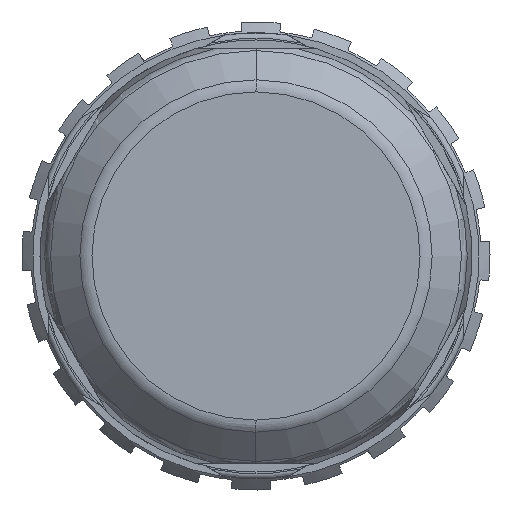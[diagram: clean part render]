
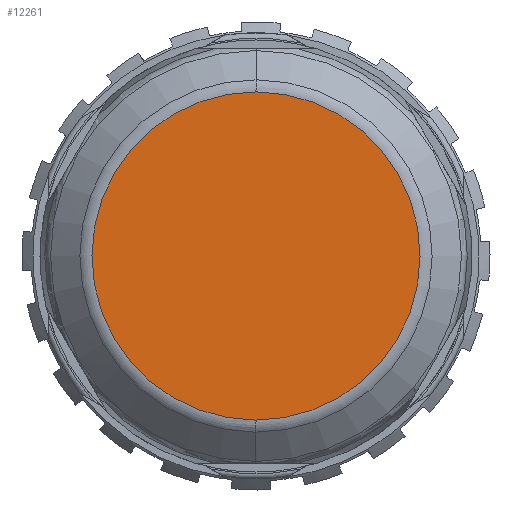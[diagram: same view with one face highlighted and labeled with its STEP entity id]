
A CAD part, front view. The second image highlights one B-rep face of the part: STEP entity #12261.
In plain terms, the highlighted planar face has unit normal (0, -1, 0).
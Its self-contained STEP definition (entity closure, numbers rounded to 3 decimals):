
#1620=CARTESIAN_POINT('',(0.,-65.9,0.));
#1621=DIRECTION('',(0.,-1.,0.));
#1622=DIRECTION('',(0.008,0.,1.));
#1623=AXIS2_PLACEMENT_3D('',#1620,#1621,#1622);
#1640=CARTESIAN_POINT('',(0.,-65.9,0.));
#1641=DIRECTION('',(0.,1.,0.));
#1642=DIRECTION('',(-0.008,0.,-1.));
#1643=AXIS2_PLACEMENT_3D('',#1640,#1641,#1642);
#1645=CARTESIAN_POINT('',(0.,-65.9,0.));
#1646=DIRECTION('',(0.,1.,0.));
#1647=DIRECTION('',(0.008,0.,1.));
#1648=AXIS2_PLACEMENT_3D('',#1645,#1646,#1647);
#1650=CARTESIAN_POINT('',(0.,-65.9,0.));
#1651=DIRECTION('',(0.,-1.,0.));
#1652=DIRECTION('',(-0.008,0.,-1.));
#1653=AXIS2_PLACEMENT_3D('',#1650,#1651,#1652);
#8950=CARTESIAN_POINT('',(0.07,-65.9,9.114));
#8951=CARTESIAN_POINT('',(0.001,-65.9,-9.115));
#8952=VERTEX_POINT('',#8950);
#8953=VERTEX_POINT('',#8951);
#8954=CARTESIAN_POINT('',(-0.001,-65.9,9.115));
#8955=VERTEX_POINT('',#8954);
#8956=CARTESIAN_POINT('',(-0.07,-65.9,-9.114));
#8957=VERTEX_POINT('',#8956);
#12248=CARTESIAN_POINT('',(0.,-65.9,0.));
#12249=DIRECTION('',(0.,-1.,0.));
#12250=DIRECTION('',(0.,0.,1.));
#12251=AXIS2_PLACEMENT_3D('',#12248,#12249,#12250);
#12252=PLANE('',#12251);
#12254=ORIENTED_EDGE('',*,*,#12253,.F.);
#12256=ORIENTED_EDGE('',*,*,#12255,.T.);
#12257=ORIENTED_EDGE('',*,*,#12237,.F.);
#12258=ORIENTED_EDGE('',*,*,#12235,.T.);
#12259=EDGE_LOOP('',(#12254,#12256,#12257,#12258));
#12260=FACE_OUTER_BOUND('',#12259,.F.);
#1624=CIRCLE('',#1623,9.115);
#1644=CIRCLE('',#1643,9.115);
#1649=CIRCLE('',#1648,9.115);
#1654=CIRCLE('',#1653,9.115);
#12235=EDGE_CURVE('',#8952,#8953,#1649,.T.);
#12237=EDGE_CURVE('',#8952,#8955,#1624,.T.);
#12253=EDGE_CURVE('',#8957,#8953,#1654,.T.);
#12255=EDGE_CURVE('',#8957,#8955,#1644,.T.);
#12261=ADVANCED_FACE('',(#12260),#12252,.T.);
